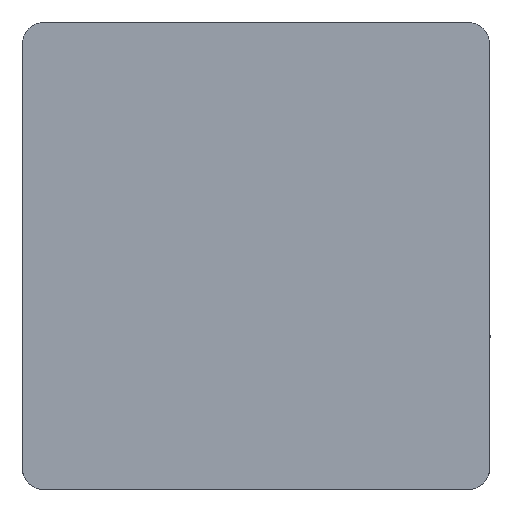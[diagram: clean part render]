
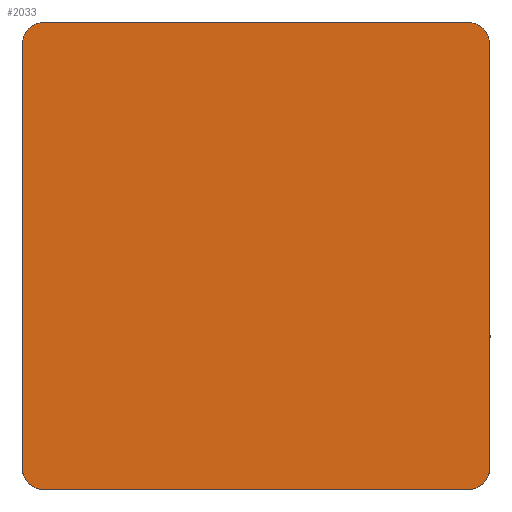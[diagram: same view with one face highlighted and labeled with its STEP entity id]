
A CAD part, left-side view. The second image highlights one B-rep face of the part: STEP entity #2033.
In plain terms, the highlighted planar face has unit normal (-1, 0, 0).
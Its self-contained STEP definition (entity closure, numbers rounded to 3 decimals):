
#105=DIRECTION('',(0.,0.,1.));
#106=VECTOR('',#105,36.);
#107=CARTESIAN_POINT('',(0.,0.,-38.));
#108=LINE('',#107,#106);
#436=CARTESIAN_POINT('',(0.,38.,-38.));
#437=DIRECTION('',(-1.,0.,0.));
#438=DIRECTION('',(0.,1.,0.));
#439=AXIS2_PLACEMENT_3D('',#436,#437,#438);
#441=CARTESIAN_POINT('',(0.,38.,-2.));
#442=DIRECTION('',(-1.,0.,0.));
#443=DIRECTION('',(0.,0.,1.));
#444=AXIS2_PLACEMENT_3D('',#441,#442,#443);
#446=CARTESIAN_POINT('',(0.,2.,-2.));
#447=DIRECTION('',(-1.,0.,0.));
#448=DIRECTION('',(0.,-1.,0.));
#449=AXIS2_PLACEMENT_3D('',#446,#447,#448);
#451=CARTESIAN_POINT('',(0.,2.,-38.));
#452=DIRECTION('',(-1.,0.,0.));
#453=DIRECTION('',(0.,0.,-1.));
#454=AXIS2_PLACEMENT_3D('',#451,#452,#453);
#456=DIRECTION('',(0.,1.,0.));
#457=VECTOR('',#456,36.);
#458=CARTESIAN_POINT('',(0.,2.,-40.));
#459=LINE('',#458,#457);
#622=DIRECTION('',(0.,0.,1.));
#623=VECTOR('',#622,36.);
#624=CARTESIAN_POINT('',(0.,40.,-38.));
#625=LINE('',#624,#623);
#1037=DIRECTION('',(0.,1.,0.));
#1038=VECTOR('',#1037,36.);
#1039=CARTESIAN_POINT('',(0.,2.,0.));
#1040=LINE('',#1039,#1038);
#1241=CARTESIAN_POINT('',(0.,40.,-38.));
#1242=CARTESIAN_POINT('',(0.,38.,-40.));
#1243=VERTEX_POINT('',#1241);
#1244=VERTEX_POINT('',#1242);
#1245=CARTESIAN_POINT('',(0.,2.,-40.));
#1246=CARTESIAN_POINT('',(0.,0.,-38.));
#1247=VERTEX_POINT('',#1245);
#1248=VERTEX_POINT('',#1246);
#1249=CARTESIAN_POINT('',(0.,38.,0.));
#1250=CARTESIAN_POINT('',(0.,40.,-2.));
#1251=VERTEX_POINT('',#1249);
#1252=VERTEX_POINT('',#1250);
#1261=CARTESIAN_POINT('',(0.,0.,-2.));
#1262=VERTEX_POINT('',#1261);
#1263=CARTESIAN_POINT('',(0.,2.,0.));
#1264=VERTEX_POINT('',#1263);
#2012=CARTESIAN_POINT('',(0.,0.,-40.));
#2013=DIRECTION('',(-1.,0.,0.));
#2014=DIRECTION('',(0.,0.,1.));
#2015=AXIS2_PLACEMENT_3D('',#2012,#2013,#2014);
#2016=PLANE('',#2015);
#2018=ORIENTED_EDGE('',*,*,#2017,.F.);
#2020=ORIENTED_EDGE('',*,*,#2019,.T.);
#2022=ORIENTED_EDGE('',*,*,#2021,.F.);
#2024=ORIENTED_EDGE('',*,*,#2023,.F.);
#2025=ORIENTED_EDGE('',*,*,#1998,.F.);
#2026=ORIENTED_EDGE('',*,*,#1446,.F.);
#2028=ORIENTED_EDGE('',*,*,#2027,.F.);
#2030=ORIENTED_EDGE('',*,*,#2029,.T.);
#2031=EDGE_LOOP('',(#2018,#2020,#2022,#2024,#2025,#2026,#2028,#2030));
#2032=FACE_OUTER_BOUND('',#2031,.F.);
#2033=ADVANCED_FACE('',(#2032),#2016,.T.);
#440=CIRCLE('',#439,2.);
#445=CIRCLE('',#444,2.);
#450=CIRCLE('',#449,2.);
#455=CIRCLE('',#454,2.);
#1446=EDGE_CURVE('',#1248,#1262,#108,.T.);
#1998=EDGE_CURVE('',#1262,#1264,#450,.T.);
#2017=EDGE_CURVE('',#1243,#1244,#440,.T.);
#2019=EDGE_CURVE('',#1243,#1252,#625,.T.);
#2021=EDGE_CURVE('',#1251,#1252,#445,.T.);
#2023=EDGE_CURVE('',#1264,#1251,#1040,.T.);
#2027=EDGE_CURVE('',#1247,#1248,#455,.T.);
#2029=EDGE_CURVE('',#1247,#1244,#459,.T.);
